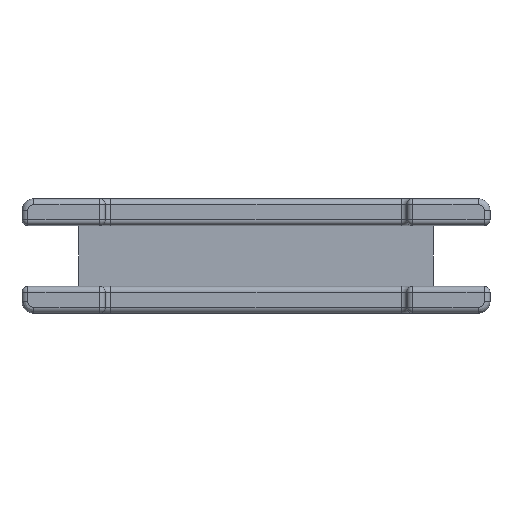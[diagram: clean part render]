
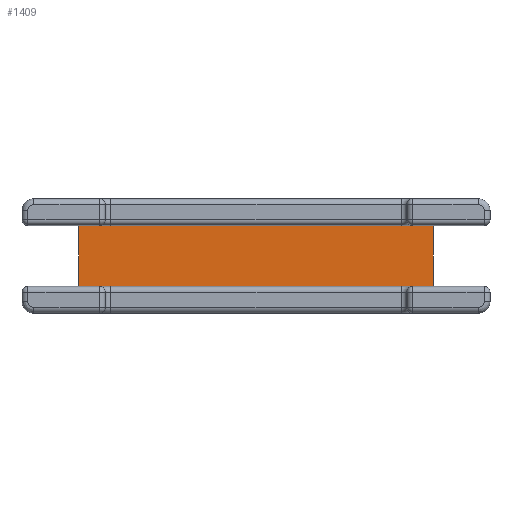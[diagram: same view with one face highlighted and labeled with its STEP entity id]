
A CAD part, front view. The second image highlights one B-rep face of the part: STEP entity #1409.
In plain terms, the highlighted planar face has unit normal (0, -1, 0).
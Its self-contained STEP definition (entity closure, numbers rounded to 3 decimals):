
#35=PLANE('',#1621);
#132=LINE('',#2519,#224);
#146=LINE('',#2571,#238);
#150=LINE('',#2580,#242);
#152=LINE('',#2586,#244);
#224=VECTOR('',#2016,10.);
#238=VECTOR('',#2088,10.);
#242=VECTOR('',#2100,10.);
#244=VECTOR('',#2110,10.);
#381=FACE_OUTER_BOUND('',#475,.T.);
#475=EDGE_LOOP('',(#1293,#1294,#1295,#1296));
#685=VERTEX_POINT('',#2516);
#686=VERTEX_POINT('',#2518);
#695=VERTEX_POINT('',#2570);
#696=VERTEX_POINT('',#2578);
#867=EDGE_CURVE('',#685,#686,#132,.T.);
#894=EDGE_CURVE('',#686,#695,#146,.T.);
#898=EDGE_CURVE('',#685,#696,#150,.T.);
#900=EDGE_CURVE('',#696,#695,#152,.T.);
#1293=ORIENTED_EDGE('',*,*,#867,.F.);
#1294=ORIENTED_EDGE('',*,*,#898,.T.);
#1295=ORIENTED_EDGE('',*,*,#900,.T.);
#1296=ORIENTED_EDGE('',*,*,#894,.F.);
#1409=ADVANCED_FACE('',(#381),#35,.F.);
#1621=AXIS2_PLACEMENT_3D('',#2585,#2108,#2109);
#2016=DIRECTION('',(-1.,0.,0.));
#2088=DIRECTION('',(0.,0.,1.));
#2100=DIRECTION('',(0.,0.,1.));
#2108=DIRECTION('center_axis',(0.,1.,0.));
#2109=DIRECTION('ref_axis',(0.,0.,1.));
#2110=DIRECTION('',(-1.,0.,0.));
#2516=CARTESIAN_POINT('',(70.3,8.,-10.5));
#2518=CARTESIAN_POINT('',(9.7,8.,-10.5));
#2519=CARTESIAN_POINT('',(12.8,8.,-10.5));
#2570=CARTESIAN_POINT('',(9.7,8.,-0.1));
#2571=CARTESIAN_POINT('',(9.7,8.,-7.95));
#2578=CARTESIAN_POINT('',(70.3,8.,-0.1));
#2580=CARTESIAN_POINT('',(70.3,8.,-7.95));
#2585=CARTESIAN_POINT('Origin',(25.6,8.,-5.3));
#2586=CARTESIAN_POINT('',(61.6,8.,-0.1));
